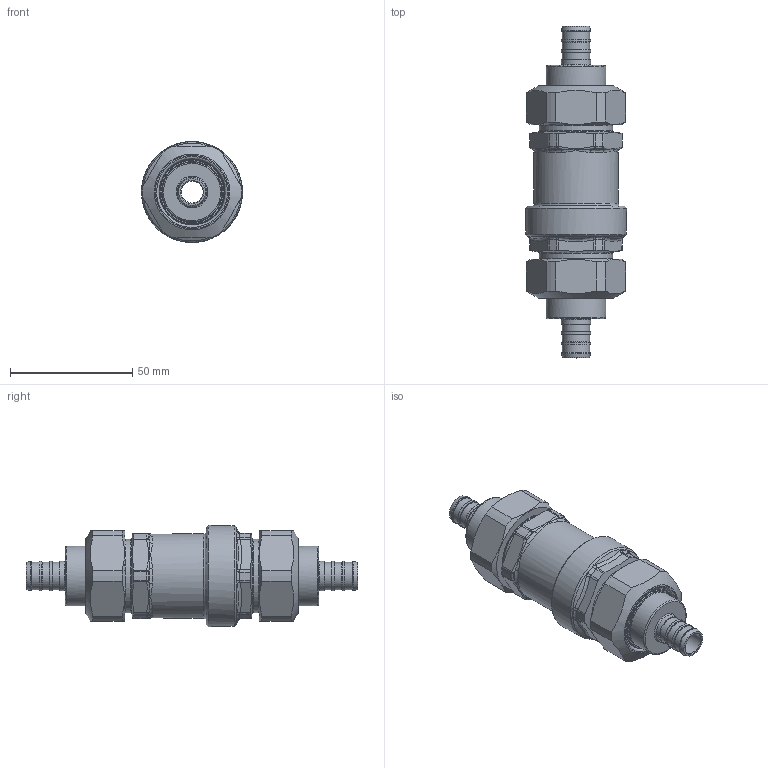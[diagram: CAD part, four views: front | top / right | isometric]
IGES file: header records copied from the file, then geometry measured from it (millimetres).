
Global section: file name: 127344AF_Simplify_1; native system: Autodesk Inventor 2025; preprocessor: unknown; author: ischreiner; date: 20250723.155606; units: inch
Bounding box: 41.34 x 135.76 x 41.37 mm (x, y, z)
Volume: 50740.4 mm3; surface area: 34907.3 mm2
Topology: 5 solids, 5 shells, 314 faces, 730 edges, 457 vertices
Faces by surface type: bspline 314
